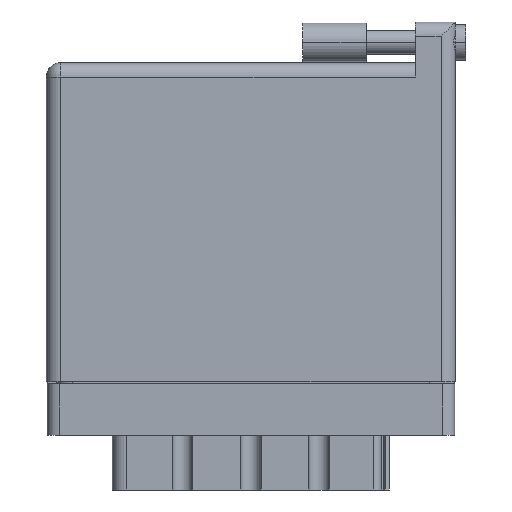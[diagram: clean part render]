
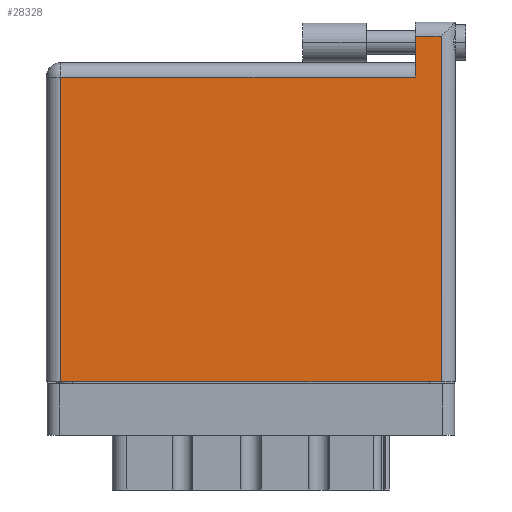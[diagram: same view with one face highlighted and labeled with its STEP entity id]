
A CAD part, front view. The second image highlights one B-rep face of the part: STEP entity #28328.
In plain terms, the highlighted face is planar.
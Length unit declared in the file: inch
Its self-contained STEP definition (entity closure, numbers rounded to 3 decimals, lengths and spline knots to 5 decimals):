
#729 = LINE ( 'NONE', #10670, #36528 ) ;
#1030 = CARTESIAN_POINT ( 'NONE',  ( 1.938, 1.696, 0. ) ) ;
#1937 = EDGE_CURVE ( 'NONE', #25136, #20970, #32853, .T. ) ;
#2725 = DIRECTION ( 'NONE',  ( 0., 0., -1. ) ) ;
#3060 = LINE ( 'NONE', #32150, #33500 ) ;
#3330 = LINE ( 'NONE', #36481, #32892 ) ;
#5784 = DIRECTION ( 'NONE',  ( 0., -1., 0. ) ) ;
#6309 = ORIENTED_EDGE ( 'NONE', *, *, #22128, .T. ) ;
#7310 = EDGE_CURVE ( 'NONE', #20970, #12605, #23509, .T. ) ;
#7774 = LINE ( 'NONE', #20965, #17619 ) ;
#7943 = DIRECTION ( 'NONE',  ( 1., 0., 0. ) ) ;
#10449 = EDGE_LOOP ( 'NONE', ( #6309, #21402, #11396, #31842, #30980, #32635 ) ) ;
#10670 = CARTESIAN_POINT ( 'NONE',  ( 1.938, 1.766, 0. ) ) ;
#11396 = ORIENTED_EDGE ( 'NONE', *, *, #21308, .T. ) ;
#11437 = CARTESIAN_POINT ( 'NONE',  ( 1.938, 0., 0. ) ) ;
#11493 = FACE_OUTER_BOUND ( 'NONE', #10449, .T. ) ;
#12605 = VERTEX_POINT ( 'NONE', #21240 ) ;
#17095 = DIRECTION ( 'NONE',  ( 0., -1., 0. ) ) ;
#17143 = CARTESIAN_POINT ( 'NONE',  ( 0., 1.566, 0. ) ) ;
#17158 = DIRECTION ( 'NONE',  ( -1., 0., 0. ) ) ;
#17619 = VECTOR ( 'NONE', #17095, 39.37008 ) ;
#20420 = VECTOR ( 'NONE', #5784, 39.37008 ) ;
#20429 = DIRECTION ( 'NONE',  ( -1., 0., 0. ) ) ;
#20965 = CARTESIAN_POINT ( 'NONE',  ( 1.811, 1.766, 0. ) ) ;
#20970 = VERTEX_POINT ( 'NONE', #29496 ) ;
#21240 = CARTESIAN_POINT ( 'NONE',  ( 0.07, 0., 0. ) ) ;
#21308 = EDGE_CURVE ( 'NONE', #35324, #31973, #3060, .T. ) ;
#21402 = ORIENTED_EDGE ( 'NONE', *, *, #27517, .T. ) ;
#22128 = EDGE_CURVE ( 'NONE', #12605, #33367, #3330, .T. ) ;
#23509 = LINE ( 'NONE', #31574, #20420 ) ;
#25136 = VERTEX_POINT ( 'NONE', #26169 ) ;
#25267 = CARTESIAN_POINT ( 'NONE',  ( 0., 1.496, 0. ) ) ;
#25506 = PLANE ( 'NONE',  #31160 ) ;
#26169 = CARTESIAN_POINT ( 'NONE',  ( 1.811, 1.496, 0. ) ) ;
#27517 = EDGE_CURVE ( 'NONE', #33367, #35324, #729, .T. ) ;
#28328 = ADVANCED_FACE ( 'NONE', ( #11493 ), #25506, .F. ) ;
#29496 = CARTESIAN_POINT ( 'NONE',  ( 0.07, 1.496, 0. ) ) ;
#30980 = ORIENTED_EDGE ( 'NONE', *, *, #1937, .T. ) ;
#31160 = AXIS2_PLACEMENT_3D ( 'NONE', #17143, #2725, #36769 ) ;
#31574 = CARTESIAN_POINT ( 'NONE',  ( 0.07, 0., 0. ) ) ;
#31842 = ORIENTED_EDGE ( 'NONE', *, *, #36046, .T. ) ;
#31973 = VERTEX_POINT ( 'NONE', #33077 ) ;
#32150 = CARTESIAN_POINT ( 'NONE',  ( 0., 1.696, 0. ) ) ;
#32635 = ORIENTED_EDGE ( 'NONE', *, *, #7310, .T. ) ;
#32853 = LINE ( 'NONE', #25267, #36433 ) ;
#32892 = VECTOR ( 'NONE', #7943, 39.37008 ) ;
#33077 = CARTESIAN_POINT ( 'NONE',  ( 1.811, 1.696, 0. ) ) ;
#33367 = VERTEX_POINT ( 'NONE', #11437 ) ;
#33462 = DIRECTION ( 'NONE',  ( 0., 1., 0. ) ) ;
#33500 = VECTOR ( 'NONE', #20429, 39.37008 ) ;
#35324 = VERTEX_POINT ( 'NONE', #1030 ) ;
#36046 = EDGE_CURVE ( 'NONE', #31973, #25136, #7774, .T. ) ;
#36433 = VECTOR ( 'NONE', #17158, 39.37008 ) ;
#36481 = CARTESIAN_POINT ( 'NONE',  ( 0., 0., 0. ) ) ;
#36528 = VECTOR ( 'NONE', #33462, 39.37008 ) ;
#36769 = DIRECTION ( 'NONE',  ( -1., 0., 0. ) ) ;
